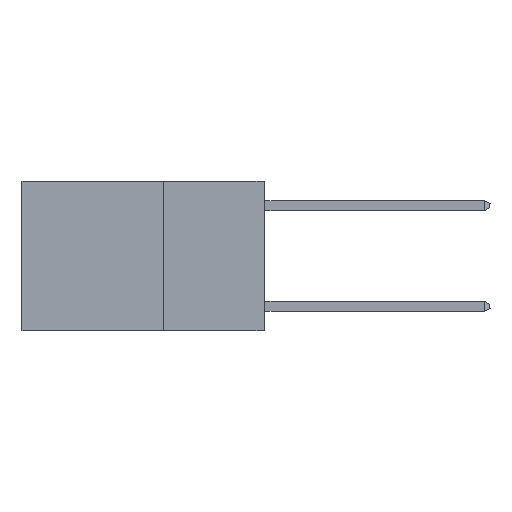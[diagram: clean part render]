
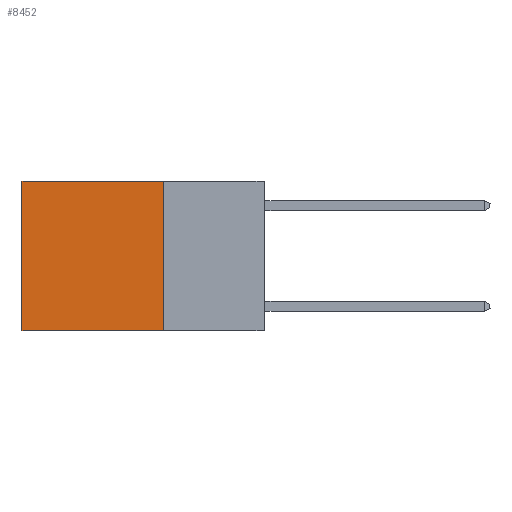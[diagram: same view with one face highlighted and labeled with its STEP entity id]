
A CAD part, left-side view. The second image highlights one B-rep face of the part: STEP entity #8452.
In plain terms, the highlighted planar face has unit normal (-1, 0, 0).
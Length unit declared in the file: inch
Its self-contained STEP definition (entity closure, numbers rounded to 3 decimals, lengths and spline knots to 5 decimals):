
#1122 = LINE ( 'NONE', #8157, #5039 ) ;
#2162 = EDGE_CURVE ( 'NONE', #9987, #7192, #6405, .T. ) ;
#2200 = CARTESIAN_POINT ( 'NONE',  ( 0.2625, 0.25, 0. ) ) ;
#2329 = ORIENTED_EDGE ( 'NONE', *, *, #3762, .F. ) ;
#2373 = VERTEX_POINT ( 'NONE', #5960 ) ;
#2847 = CARTESIAN_POINT ( 'NONE',  ( 0.2625, 0.25, 0. ) ) ;
#2906 = FACE_OUTER_BOUND ( 'NONE', #9565, .T. ) ;
#3762 = EDGE_CURVE ( 'NONE', #9987, #2373, #5384, .T. ) ;
#3826 = DIRECTION ( 'NONE',  ( 0., 0., -1. ) ) ;
#3973 = EDGE_CURVE ( 'NONE', #7192, #5682, #1122, .T. ) ;
#4149 = ORIENTED_EDGE ( 'NONE', *, *, #3973, .T. ) ;
#4294 = VECTOR ( 'NONE', #4809, 39.37008 ) ;
#4679 = DIRECTION ( 'NONE',  ( 0., 0., -1. ) ) ;
#4805 = CARTESIAN_POINT ( 'NONE',  ( 0.2625, 0.25, 0. ) ) ;
#4809 = DIRECTION ( 'NONE',  ( 0., 1., 0. ) ) ;
#5039 = VECTOR ( 'NONE', #3826, 39.37008 ) ;
#5068 = CARTESIAN_POINT ( 'NONE',  ( 0.2625, 0.6, -0.37 ) ) ;
#5335 = DIRECTION ( 'NONE',  ( 1., 0., 0. ) ) ;
#5384 = LINE ( 'NONE', #2847, #7596 ) ;
#5678 = LINE ( 'NONE', #9912, #4294 ) ;
#5682 = VERTEX_POINT ( 'NONE', #5068 ) ;
#5960 = CARTESIAN_POINT ( 'NONE',  ( 0.2625, 0.25, -0.37 ) ) ;
#6401 = PLANE ( 'NONE',  #7914 ) ;
#6405 = LINE ( 'NONE', #4805, #10473 ) ;
#6731 = ORIENTED_EDGE ( 'NONE', *, *, #2162, .T. ) ;
#7192 = VERTEX_POINT ( 'NONE', #9257 ) ;
#7596 = VECTOR ( 'NONE', #8849, 39.37008 ) ;
#7914 = AXIS2_PLACEMENT_3D ( 'NONE', #8858, #5335, #4679 ) ;
#8157 = CARTESIAN_POINT ( 'NONE',  ( 0.2625, 0.6, 0. ) ) ;
#8158 = DIRECTION ( 'NONE',  ( 0., 1., 0. ) ) ;
#8211 = ORIENTED_EDGE ( 'NONE', *, *, #9053, .F. ) ;
#8452 = ADVANCED_FACE ( 'NONE', ( #2906 ), #6401, .F. ) ;
#8849 = DIRECTION ( 'NONE',  ( 0., 0., -1. ) ) ;
#8858 = CARTESIAN_POINT ( 'NONE',  ( 0.2625, 0.25, 0. ) ) ;
#9053 = EDGE_CURVE ( 'NONE', #2373, #5682, #5678, .T. ) ;
#9257 = CARTESIAN_POINT ( 'NONE',  ( 0.2625, 0.6, 0. ) ) ;
#9565 = EDGE_LOOP ( 'NONE', ( #4149, #8211, #2329, #6731 ) ) ;
#9912 = CARTESIAN_POINT ( 'NONE',  ( 0.2625, 0.25, -0.37 ) ) ;
#9987 = VERTEX_POINT ( 'NONE', #2200 ) ;
#10473 = VECTOR ( 'NONE', #8158, 39.37008 ) ;
